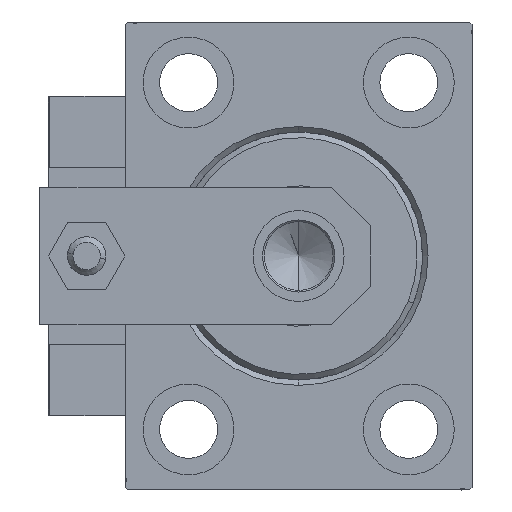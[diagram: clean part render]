
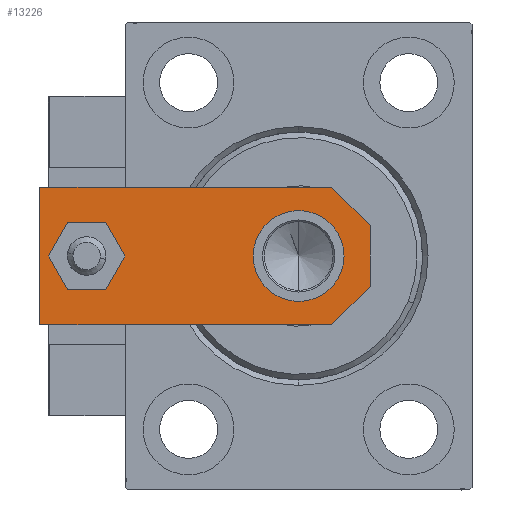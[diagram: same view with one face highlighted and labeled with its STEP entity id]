
A CAD part, left-side view. The second image highlights one B-rep face of the part: STEP entity #13226.
In plain terms, the highlighted face is planar.
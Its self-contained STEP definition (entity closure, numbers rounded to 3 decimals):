
#745 = AXIS2_PLACEMENT_3D ( 'NONE', #28820, #12195, #27825 ) ;
#1033 = EDGE_LOOP ( 'NONE', ( #13622, #4764 ) ) ;
#1665 = DIRECTION ( 'NONE',  ( 0., 0., 1. ) ) ;
#1976 = DIRECTION ( 'NONE',  ( 0., 0., 1. ) ) ;
#2484 = LINE ( 'NONE', #10426, #45767 ) ;
#2791 = VECTOR ( 'NONE', #8565, 1000. ) ;
#3715 = CIRCLE ( 'NONE', #30727, 4. ) ;
#4764 = ORIENTED_EDGE ( 'NONE', *, *, #43219, .F. ) ;
#4885 = EDGE_CURVE ( 'NONE', #10522, #13252, #3715, .T. ) ;
#5128 = CARTESIAN_POINT ( 'NONE',  ( -12.5, 60., 6. ) ) ;
#5133 = AXIS2_PLACEMENT_3D ( 'NONE', #48985, #21766, #48481 ) ;
#7309 = EDGE_LOOP ( 'NONE', ( #45413, #10497 ) ) ;
#7334 = EDGE_LOOP ( 'NONE', ( #49591, #47065, #12365, #41813, #37810, #26656 ) ) ;
#8034 = EDGE_CURVE ( 'NONE', #42711, #23505, #48013, .T. ) ;
#8565 = DIRECTION ( 'NONE',  ( 0.707, -0.707, 0. ) ) ;
#8845 = PLANE ( 'NONE',  #745 ) ;
#9099 = FACE_BOUND ( 'NONE', #1033, .T. ) ;
#9155 = EDGE_CURVE ( 'NONE', #33324, #12431, #40258, .T. ) ;
#9444 = VERTEX_POINT ( 'NONE', #14862 ) ;
#10426 = CARTESIAN_POINT ( 'NONE',  ( 12.5, 0., 6. ) ) ;
#10497 = ORIENTED_EDGE ( 'NONE', *, *, #4885, .F. ) ;
#10522 = VERTEX_POINT ( 'NONE', #23142 ) ;
#12195 = DIRECTION ( 'NONE',  ( 0., 0., 1. ) ) ;
#12292 = VECTOR ( 'NONE', #12923, 1000. ) ;
#12365 = ORIENTED_EDGE ( 'NONE', *, *, #39736, .T. ) ;
#12431 = VERTEX_POINT ( 'NONE', #25747 ) ;
#12853 = DIRECTION ( 'NONE',  ( 1., 0., 0. ) ) ;
#12923 = DIRECTION ( 'NONE',  ( -1., 0., 0. ) ) ;
#13226 = ADVANCED_FACE ( 'NONE', ( #28319, #20375, #9099 ), #8845, .T. ) ;
#13252 = VERTEX_POINT ( 'NONE', #36027 ) ;
#13622 = ORIENTED_EDGE ( 'NONE', *, *, #47907, .F. ) ;
#14862 = CARTESIAN_POINT ( 'NONE',  ( -5.5, 0., 6. ) ) ;
#20375 = FACE_OUTER_BOUND ( 'NONE', #7334, .T. ) ;
#21087 = CIRCLE ( 'NONE', #32544, 8.25 ) ;
#21766 = DIRECTION ( 'NONE',  ( 0., 0., 1. ) ) ;
#23142 = CARTESIAN_POINT ( 'NONE',  ( 4., 51.5, 6. ) ) ;
#23505 = VERTEX_POINT ( 'NONE', #47601 ) ;
#25747 = CARTESIAN_POINT ( 'NONE',  ( -12.5, 7., 6. ) ) ;
#26656 = ORIENTED_EDGE ( 'NONE', *, *, #27496, .T. ) ;
#27496 = EDGE_CURVE ( 'NONE', #39213, #33324, #48325, .T. ) ;
#27825 = DIRECTION ( 'NONE',  ( 1., 0., 0. ) ) ;
#28319 = FACE_BOUND ( 'NONE', #7309, .T. ) ;
#28593 = VERTEX_POINT ( 'NONE', #33996 ) ;
#28820 = CARTESIAN_POINT ( 'NONE',  ( 0., 0., 6. ) ) ;
#29077 = CARTESIAN_POINT ( 'NONE',  ( -12.5, 60., 6. ) ) ;
#29179 = DIRECTION ( 'NONE',  ( 1., 0., 0. ) ) ;
#30430 = DIRECTION ( 'NONE',  ( 0., 1., 0. ) ) ;
#30727 = AXIS2_PLACEMENT_3D ( 'NONE', #36796, #1665, #37050 ) ;
#31796 = DIRECTION ( 'NONE',  ( 0., -1., 0. ) ) ;
#31855 = DIRECTION ( 'NONE',  ( 0.707, 0.707, 0. ) ) ;
#32330 = LINE ( 'NONE', #44151, #42045 ) ;
#32345 = CARTESIAN_POINT ( 'NONE',  ( 2.75, -2.75, 6. ) ) ;
#32544 = AXIS2_PLACEMENT_3D ( 'NONE', #45084, #1976, #41462 ) ;
#33324 = VERTEX_POINT ( 'NONE', #29077 ) ;
#33996 = CARTESIAN_POINT ( 'NONE',  ( -8.25, 13., 6. ) ) ;
#34053 = EDGE_CURVE ( 'NONE', #13252, #10522, #49395, .T. ) ;
#35609 = CARTESIAN_POINT ( 'NONE',  ( 8.25, 13., 6. ) ) ;
#35769 = VECTOR ( 'NONE', #31855, 1000. ) ;
#36027 = CARTESIAN_POINT ( 'NONE',  ( -4., 51.5, 6. ) ) ;
#36379 = AXIS2_PLACEMENT_3D ( 'NONE', #48957, #45618, #29179 ) ;
#36605 = VECTOR ( 'NONE', #31796, 1000. ) ;
#36796 = CARTESIAN_POINT ( 'NONE',  ( 0., 51.5, 6. ) ) ;
#37050 = DIRECTION ( 'NONE',  ( 1., 0., 0. ) ) ;
#37265 = CARTESIAN_POINT ( 'NONE',  ( 12.5, 60., 6. ) ) ;
#37810 = ORIENTED_EDGE ( 'NONE', *, *, #50589, .T. ) ;
#38576 = LINE ( 'NONE', #47047, #2791 ) ;
#39213 = VERTEX_POINT ( 'NONE', #44012 ) ;
#39736 = EDGE_CURVE ( 'NONE', #9444, #42711, #32330, .T. ) ;
#40258 = LINE ( 'NONE', #5128, #36605 ) ;
#41329 = CIRCLE ( 'NONE', #36379, 8.25 ) ;
#41357 = CARTESIAN_POINT ( 'NONE',  ( 5.5, 0., 6. ) ) ;
#41462 = DIRECTION ( 'NONE',  ( 1., 0., 0. ) ) ;
#41541 = EDGE_CURVE ( 'NONE', #12431, #9444, #38576, .T. ) ;
#41813 = ORIENTED_EDGE ( 'NONE', *, *, #8034, .T. ) ;
#42045 = VECTOR ( 'NONE', #12853, 1000. ) ;
#42711 = VERTEX_POINT ( 'NONE', #41357 ) ;
#43219 = EDGE_CURVE ( 'NONE', #49062, #28593, #41329, .T. ) ;
#44012 = CARTESIAN_POINT ( 'NONE',  ( 12.5, 60., 6. ) ) ;
#44151 = CARTESIAN_POINT ( 'NONE',  ( -12.5, 0., 6. ) ) ;
#45084 = CARTESIAN_POINT ( 'NONE',  ( 0., 13., 6. ) ) ;
#45413 = ORIENTED_EDGE ( 'NONE', *, *, #34053, .F. ) ;
#45618 = DIRECTION ( 'NONE',  ( 0., 0., 1. ) ) ;
#45767 = VECTOR ( 'NONE', #30430, 1000. ) ;
#47047 = CARTESIAN_POINT ( 'NONE',  ( -2.75, -2.75, 6. ) ) ;
#47065 = ORIENTED_EDGE ( 'NONE', *, *, #41541, .T. ) ;
#47601 = CARTESIAN_POINT ( 'NONE',  ( 12.5, 7., 6. ) ) ;
#47907 = EDGE_CURVE ( 'NONE', #28593, #49062, #21087, .T. ) ;
#48013 = LINE ( 'NONE', #32345, #35769 ) ;
#48325 = LINE ( 'NONE', #37265, #12292 ) ;
#48481 = DIRECTION ( 'NONE',  ( 1., 0., 0. ) ) ;
#48957 = CARTESIAN_POINT ( 'NONE',  ( 0., 13., 6. ) ) ;
#48985 = CARTESIAN_POINT ( 'NONE',  ( 0., 51.5, 6. ) ) ;
#49062 = VERTEX_POINT ( 'NONE', #35609 ) ;
#49395 = CIRCLE ( 'NONE', #5133, 4. ) ;
#49591 = ORIENTED_EDGE ( 'NONE', *, *, #9155, .T. ) ;
#50589 = EDGE_CURVE ( 'NONE', #23505, #39213, #2484, .T. ) ;
